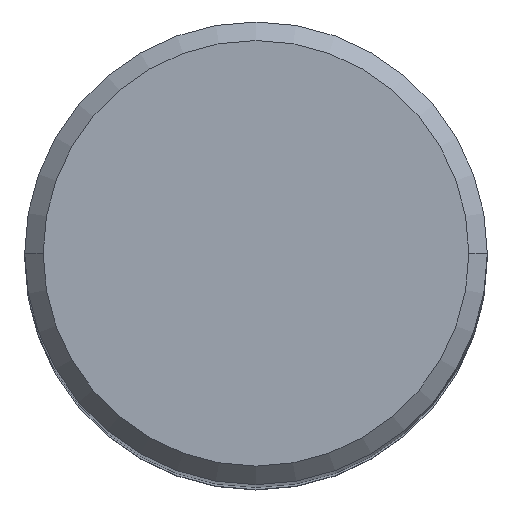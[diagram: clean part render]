
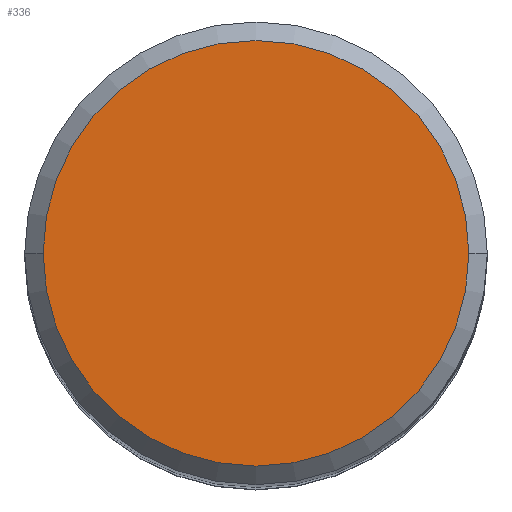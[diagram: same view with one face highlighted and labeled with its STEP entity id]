
A CAD part, top view. The second image highlights one B-rep face of the part: STEP entity #336.
In plain terms, the highlighted planar face has unit normal (0, 0, 1).
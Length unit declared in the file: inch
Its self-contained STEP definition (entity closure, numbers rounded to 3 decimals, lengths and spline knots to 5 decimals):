
#5 = DIRECTION ( 'NONE',  ( 1., 0., 0. ) ) ;
#48 = CARTESIAN_POINT ( 'NONE',  ( 0., 0., 2.5 ) ) ;
#49 = ORIENTED_EDGE ( 'NONE', *, *, #95, .T. ) ;
#50 = DIRECTION ( 'NONE',  ( 0., 0., 1. ) ) ;
#54 = PLANE ( 'NONE',  #186 ) ;
#95 = EDGE_CURVE ( 'NONE', #282, #248, #280, .T. ) ;
#139 = AXIS2_PLACEMENT_3D ( 'NONE', #241, #187, #5 ) ;
#150 = CARTESIAN_POINT ( 'NONE',  ( 0., 0., 2.5 ) ) ;
#158 = CARTESIAN_POINT ( 'NONE',  ( -0.1725, 0., 2.5 ) ) ;
#180 = CIRCLE ( 'NONE', #139, 0.1725 ) ;
#186 = AXIS2_PLACEMENT_3D ( 'NONE', #48, #50, #253 ) ;
#187 = DIRECTION ( 'NONE',  ( 0., 0., 1. ) ) ;
#195 = FACE_OUTER_BOUND ( 'NONE', #339, .T. ) ;
#206 = AXIS2_PLACEMENT_3D ( 'NONE', #150, #350, #379 ) ;
#210 = CARTESIAN_POINT ( 'NONE',  ( 0.1725, 0., 2.5 ) ) ;
#241 = CARTESIAN_POINT ( 'NONE',  ( 0., 0., 2.5 ) ) ;
#248 = VERTEX_POINT ( 'NONE', #158 ) ;
#253 = DIRECTION ( 'NONE',  ( 1., 0., 0. ) ) ;
#256 = EDGE_CURVE ( 'NONE', #248, #282, #180, .T. ) ;
#272 = ORIENTED_EDGE ( 'NONE', *, *, #256, .T. ) ;
#280 = CIRCLE ( 'NONE', #206, 0.1725 ) ;
#282 = VERTEX_POINT ( 'NONE', #210 ) ;
#336 = ADVANCED_FACE ( 'NONE', ( #195 ), #54, .T. ) ;
#339 = EDGE_LOOP ( 'NONE', ( #272, #49 ) ) ;
#350 = DIRECTION ( 'NONE',  ( 0., 0., 1. ) ) ;
#379 = DIRECTION ( 'NONE',  ( 1., 0., 0. ) ) ;
